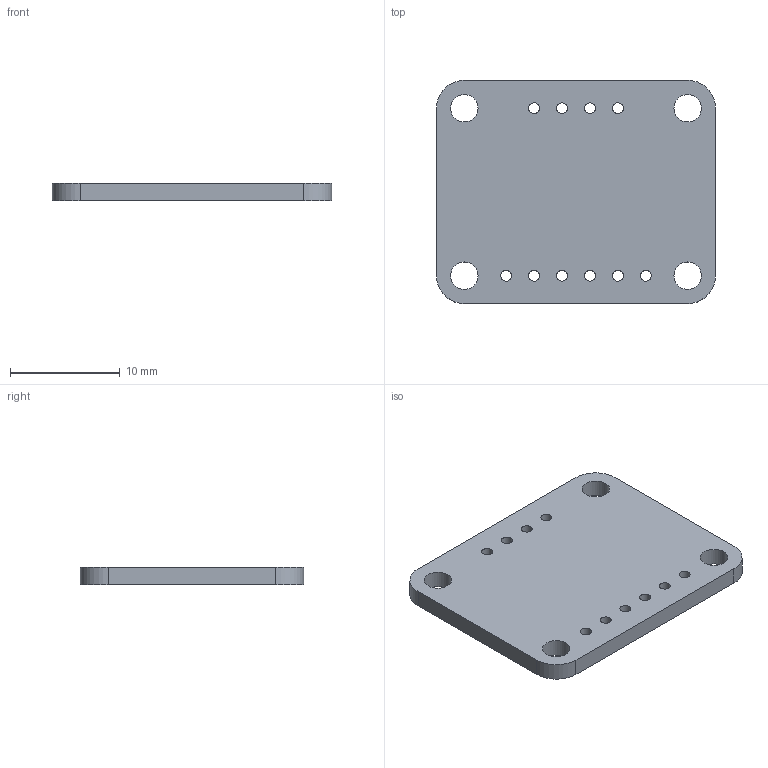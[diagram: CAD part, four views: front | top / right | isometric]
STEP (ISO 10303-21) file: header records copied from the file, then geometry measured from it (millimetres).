
FILE_DESCRIPTION(('KiCad electronic assembly'),'2;1');
FILE_NAME('Adafruit BNO055 STEMMA QT.step','2023-06-14T13:05:09',( 'Pcbnew'),('Kicad'),'Open CASCADE STEP processor 7.6', 'KiCad to STEP converter','Unknown');
FILE_SCHEMA(('AUTOMOTIVE_DESIGN { 1 0 10303 214 1 1 1 1 }'));
Length unit declared in the file: millimetre
Products named in the file (2): Adafruit BNO055 STEMMA QT 1; _autosave-Adafruit BNO055 STEMMA QT PCB
Assembly tree (1 placements, depth 2):
  Adafruit BNO055 STEMMA QT 1
    _autosave-Adafruit BNO055 STEMMA QT PCB
Bounding box: 25.4 x 20.32 x 1.6 mm (x, y, z)
Volume: 773 mm3; surface area: 1206.1 mm2
Topology: 1 solids, 1 shells, 24 faces, 66 edges, 44 vertices
Faces by surface type: cylinder 18, plane 6
Full cylindrical faces by diameter (mm): 1 x10, 2.5 x4
Entity records: 1747 total; most frequent: DIRECTION 286, CARTESIAN_POINT 268, ORIENTED_EDGE 132, PCURVE 132, DEFINITIONAL_REPRESENTATION 132, LINE 126, VECTOR 126, CIRCLE 72
